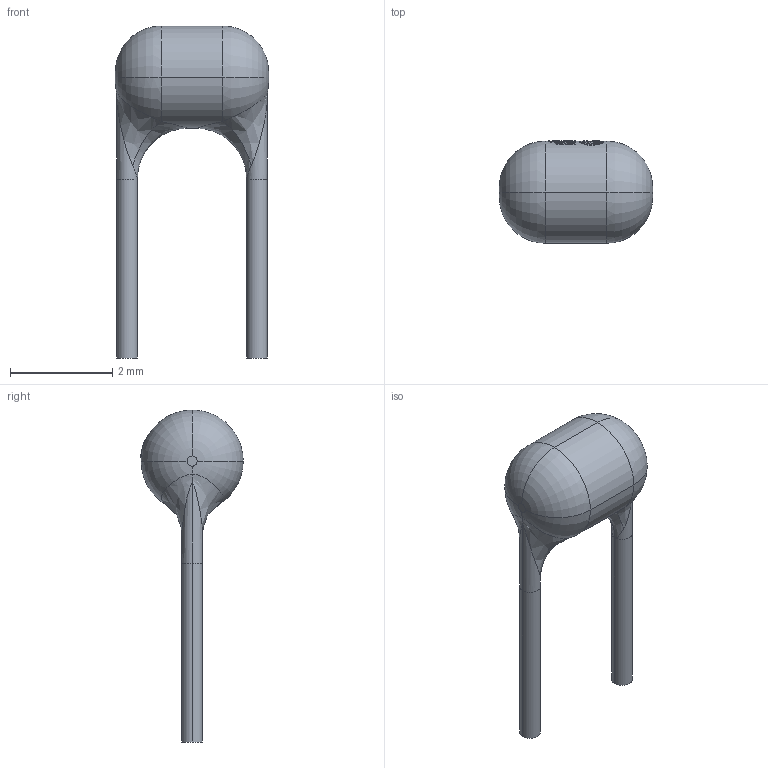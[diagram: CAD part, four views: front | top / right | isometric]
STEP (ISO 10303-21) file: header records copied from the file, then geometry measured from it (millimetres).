
FILE_DESCRIPTION (( 'STEP AP214' ), '1' );
FILE_NAME ('CAP-TH_L3.0-W2.0-H3.0-P2.54.step', '2022-07-01T08:39:23', ( '' ), ( '' ), 'SwSTEP 2.0', 'SolidWorks 2020', '' );
FILE_SCHEMA (( 'AUTOMOTIVE_DESIGN' ));
Length unit declared in the file: millimetre
Products named in the file (1): CAP-TH_L3.0-W2.0-H3.0-P2.54
Bounding box: 3 x 2.01 x 6.5 mm (x, y, z)
Volume: 9.2 mm3; surface area: 32.4 mm2
Topology: 3 solids, 3 shells, 258 faces, 677 edges, 444 vertices
Faces by surface type: bspline 211, cylinder 31, torus 8, plane 8
Entity records: 12152 total; most frequent: CARTESIAN_POINT 4740, ORIENTED_EDGE 1354, EDGE_CURVE 677, B_SPLINE_CURVE_WITH_KNOTS 623, VERTEX_POINT 444, EDGE_LOOP 277, UNCERTAINTY_MEASURE_WITH_UNIT 263, STYLED_ITEM 262
